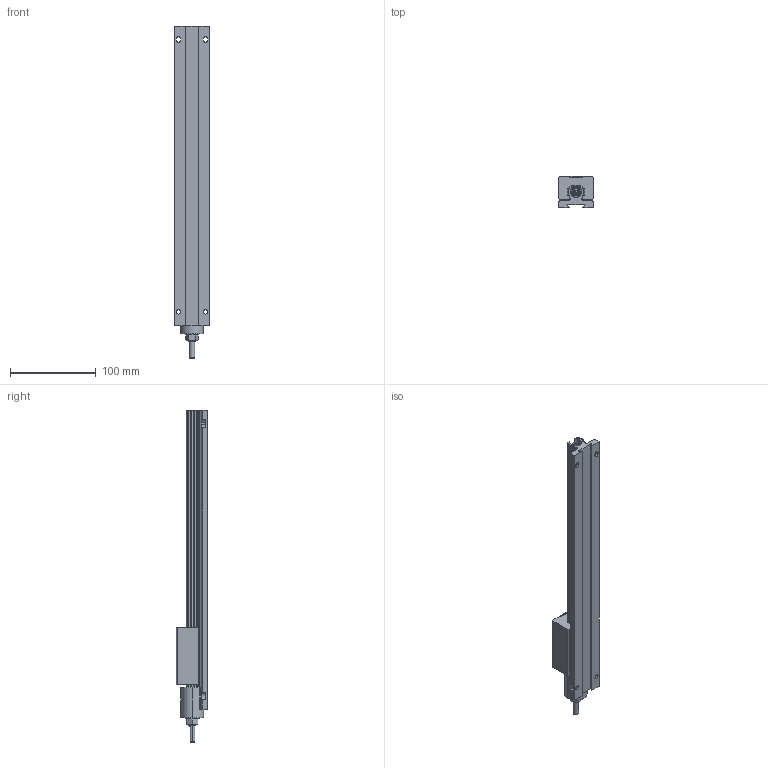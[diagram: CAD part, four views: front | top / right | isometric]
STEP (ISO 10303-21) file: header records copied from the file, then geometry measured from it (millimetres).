
FILE_DESCRIPTION (( 'STEP AP214' ), '1' );
FILE_NAME ('AMETEK-RGS08KR-A00-0098-10.00-001-0000-00.STEP', '2023-05-05T07:08:36', ( '' ), ( '' ), 'SwSTEP 2.0', 'SolidWorks 2022', '' );
FILE_SCHEMA (( 'AUTOMOTIVE_DESIGN' ));
Length unit declared in the file: inch
Products named in the file (26): End Support - RGS8; PART1; NONEC; NONEK; 85693; NONEM; Bearing Cover; NONEG; RGS08_bearing_assembly; NONEL; NONEA_1; 6153K710; NONED; RGS8000 Carriage-dumbied; NONEB; AMETEK-RGS08KR-A00-0098-10.00-001-0000-00; Leadscrew RGS 8000_Default_Rail; NONEJ; NONEI; NONEH; Cover Kerk RGS8 scaled; NONEF; Rail Dumbied_RGS_08_Default_Rail; NONEE; Washer - 92141A029; NONE
Assembly tree (26 placements, depth 4):
  AMETEK-RGS08KR-A00-0098-10.00-001-0000-00
    Rail Dumbied_RGS_08_Default_Rail
    Leadscrew RGS 8000_Default_Rail
    RGS8000 Carriage-dumbied
    Cover Kerk RGS8 scaled
    RGS08_bearing_assembly
      85693
      Bearing Cover
      6153K710  x2
        NONEH
        NONEF
        NONEE
        NONEG
        NONEC
        NONEB
        NONEA_1
        NONE
        NONEL
        NONEM
        NONEK
        NONEJ
        NONEI
        NONED
      Washer - 92141A029
    PART1
    End Support - RGS8
Bounding box: 40.64 x 37.25 x 388.26 mm (x, y, z)
Volume: 239185.3 mm3; surface area: 111716.9 mm2
Topology: 37 solids, 44 shells, 926 faces, 2328 edges, 1429 vertices
Faces by surface type: cylinder 381, plane 313, cone 162, bspline 68, torus 2
Entity records: 36494 total; most frequent: CARTESIAN_POINT 6084, DIRECTION 4480, ORIENTED_EDGE 4232, EDGE_CURVE 2116, AXIS2_PLACEMENT_3D 1649, VERTEX_POINT 1345, LINE 1182, VECTOR 1182
